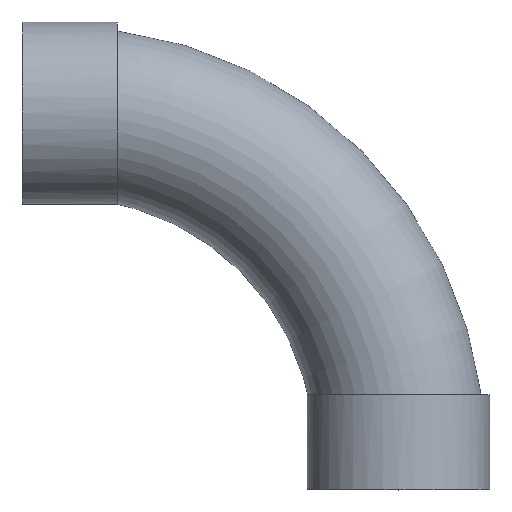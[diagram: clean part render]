
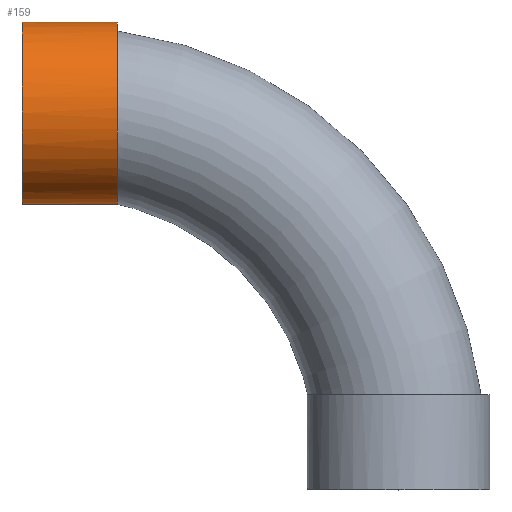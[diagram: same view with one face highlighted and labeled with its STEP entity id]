
A CAD part, top view. The second image highlights one B-rep face of the part: STEP entity #159.
In plain terms, the highlighted cylindrical face has radius 47 mm (diameter 94 mm), a full revolution.
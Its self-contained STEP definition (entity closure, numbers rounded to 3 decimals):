
#25=CIRCLE('',#178,47.);
#26=CIRCLE('',#179,47.);
#31=CYLINDRICAL_SURFACE('',#177,47.);
#37=FACE_BOUND('',#66,.T.);
#49=FACE_OUTER_BOUND('',#65,.T.);
#65=EDGE_LOOP('',(#133));
#66=EDGE_LOOP('',(#134));
#101=VERTEX_POINT('',#1065);
#102=VERTEX_POINT('',#1067);
#117=EDGE_CURVE('',#101,#101,#25,.T.);
#118=EDGE_CURVE('',#102,#102,#26,.T.);
#133=ORIENTED_EDGE('',*,*,#117,.F.);
#134=ORIENTED_EDGE('',*,*,#118,.T.);
#159=ADVANCED_FACE('',(#49,#37),#31,.T.);
#177=AXIS2_PLACEMENT_3D('',#1064,#207,#208);
#178=AXIS2_PLACEMENT_3D('',#1066,#209,#210);
#179=AXIS2_PLACEMENT_3D('',#1068,#211,#212);
#207=DIRECTION('center_axis',(1.,0.,0.));
#208=DIRECTION('ref_axis',(0.,-1.,0.));
#209=DIRECTION('center_axis',(-1.,0.,0.));
#210=DIRECTION('ref_axis',(0.,-1.,0.));
#211=DIRECTION('center_axis',(-1.,0.,0.));
#212=DIRECTION('ref_axis',(0.,-1.,0.));
#1064=CARTESIAN_POINT('Origin',(0.,0.,
0.));
#1065=CARTESIAN_POINT('',(0.,47.,0.));
#1066=CARTESIAN_POINT('Origin',(0.,0.,
0.));
#1067=CARTESIAN_POINT('',(49.,47.,0.));
#1068=CARTESIAN_POINT('Origin',(49.,0.,0.));
